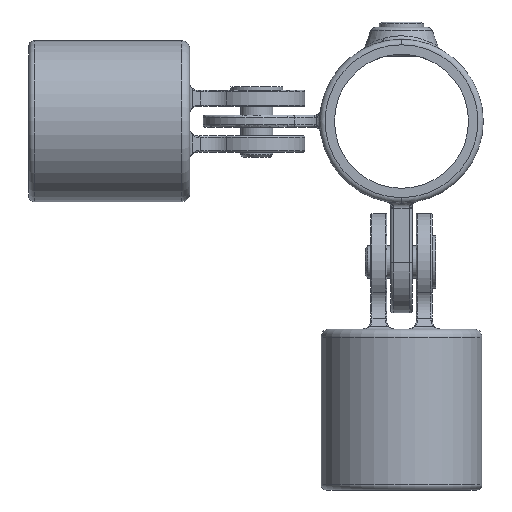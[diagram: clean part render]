
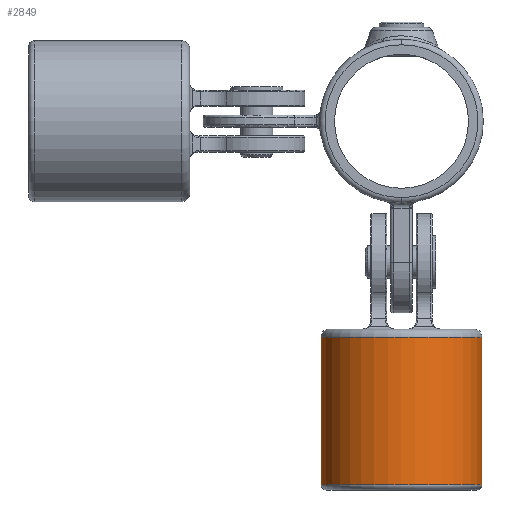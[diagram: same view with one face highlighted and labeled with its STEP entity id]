
A CAD part, front view. The second image highlights one B-rep face of the part: STEP entity #2849.
In plain terms, the highlighted cylindrical face has radius 30 mm (diameter 60 mm), a partial arc.
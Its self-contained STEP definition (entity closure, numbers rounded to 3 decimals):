
#215 = CIRCLE ( 'NONE', #6624, 30. ) ;
#273 = DIRECTION ( 'NONE',  ( 1., 0., 0. ) ) ;
#1177 = FACE_OUTER_BOUND ( 'NONE', #4763, .T. ) ;
#1365 = VECTOR ( 'NONE', #8259, 1000. ) ;
#1636 = ORIENTED_EDGE ( 'NONE', *, *, #7714, .T. ) ;
#2689 = VERTEX_POINT ( 'NONE', #3627 ) ;
#2747 = CARTESIAN_POINT ( 'NONE',  ( 58., 0., -30. ) ) ;
#2774 = CARTESIAN_POINT ( 'NONE',  ( 60., 0., 30. ) ) ;
#2849 = ADVANCED_FACE ( 'NONE', ( #1177 ), #5245, .T. ) ;
#2959 = CIRCLE ( 'NONE', #6524, 30. ) ;
#3328 = CARTESIAN_POINT ( 'NONE',  ( 58., 0., 0. ) ) ;
#3627 = CARTESIAN_POINT ( 'NONE',  ( 58., 0., 30. ) ) ;
#3639 = CARTESIAN_POINT ( 'NONE',  ( 3., 0., 30. ) ) ;
#3980 = ORIENTED_EDGE ( 'NONE', *, *, #3998, .T. ) ;
#3998 = EDGE_CURVE ( 'NONE', #5207, #8124, #215, .T. ) ;
#4082 = LINE ( 'NONE', #2774, #5443 ) ;
#4392 = ORIENTED_EDGE ( 'NONE', *, *, #5390, .T. ) ;
#4460 = DIRECTION ( 'NONE',  ( 0., 0., 1. ) ) ;
#4763 = EDGE_LOOP ( 'NONE', ( #6749, #4392, #1636, #3980 ) ) ;
#4910 = CARTESIAN_POINT ( 'NONE',  ( 60., 0., -30. ) ) ;
#5207 = VERTEX_POINT ( 'NONE', #3639 ) ;
#5228 = LINE ( 'NONE', #4910, #1365 ) ;
#5245 = CYLINDRICAL_SURFACE ( 'NONE', #6673, 30. ) ;
#5390 = EDGE_CURVE ( 'NONE', #7502, #2689, #2959, .T. ) ;
#5443 = VECTOR ( 'NONE', #6898, 1000. ) ;
#5631 = DIRECTION ( 'NONE',  ( 0., 0., -1. ) ) ;
#6326 = EDGE_CURVE ( 'NONE', #7502, #8124, #5228, .T. ) ;
#6499 = CARTESIAN_POINT ( 'NONE',  ( 60., 0., 0. ) ) ;
#6524 = AXIS2_PLACEMENT_3D ( 'NONE', #3328, #7985, #8016 ) ;
#6624 = AXIS2_PLACEMENT_3D ( 'NONE', #6924, #273, #5631 ) ;
#6673 = AXIS2_PLACEMENT_3D ( 'NONE', #6499, #8458, #4460 ) ;
#6749 = ORIENTED_EDGE ( 'NONE', *, *, #6326, .F. ) ;
#6898 = DIRECTION ( 'NONE',  ( -1., 0., 0. ) ) ;
#6924 = CARTESIAN_POINT ( 'NONE',  ( 3., 0., 0. ) ) ;
#7502 = VERTEX_POINT ( 'NONE', #2747 ) ;
#7714 = EDGE_CURVE ( 'NONE', #2689, #5207, #4082, .T. ) ;
#7985 = DIRECTION ( 'NONE',  ( -1., 0., 0. ) ) ;
#8016 = DIRECTION ( 'NONE',  ( 0., 0., -1. ) ) ;
#8124 = VERTEX_POINT ( 'NONE', #8665 ) ;
#8259 = DIRECTION ( 'NONE',  ( -1., 0., 0. ) ) ;
#8458 = DIRECTION ( 'NONE',  ( -1., 0., 0. ) ) ;
#8665 = CARTESIAN_POINT ( 'NONE',  ( 3., 0., -30. ) ) ;
